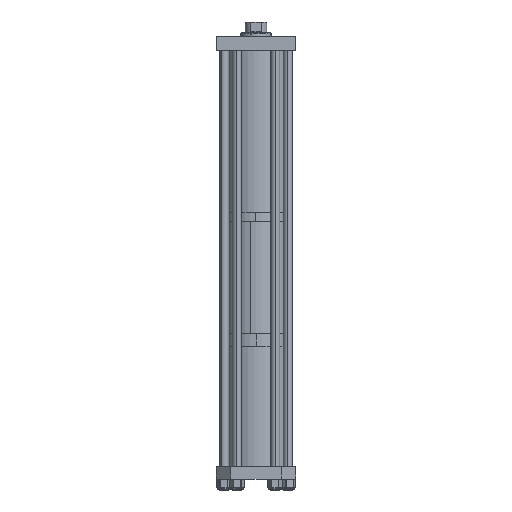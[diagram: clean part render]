
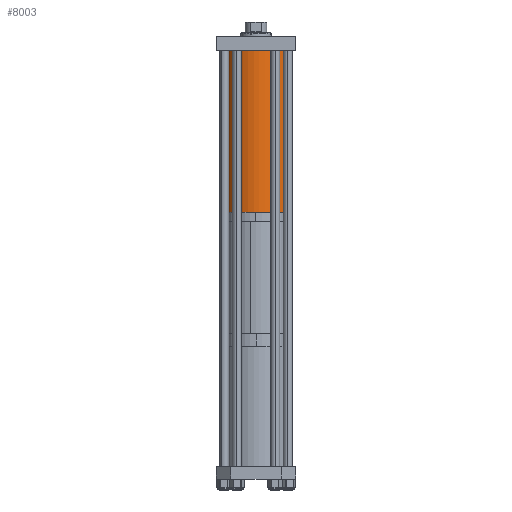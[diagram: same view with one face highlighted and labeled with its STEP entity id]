
A CAD part, left-side view. The second image highlights one B-rep face of the part: STEP entity #8003.
In plain terms, the highlighted cylindrical face has radius 114.3 mm (diameter 228.6 mm), a partial arc.
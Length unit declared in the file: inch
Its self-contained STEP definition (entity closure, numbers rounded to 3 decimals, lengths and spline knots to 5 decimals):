
#169 = EDGE_CURVE ( 'NONE', #2139, #555, #4601, .T. ) ;
#555 = VERTEX_POINT ( 'NONE', #8058 ) ;
#653 = ORIENTED_EDGE ( 'NONE', *, *, #9443, .F. ) ;
#900 = EDGE_CURVE ( 'NONE', #2139, #11227, #3569, .T. ) ;
#1644 = CARTESIAN_POINT ( 'NONE',  ( 4.5, 0., 22.382 ) ) ;
#2139 = VERTEX_POINT ( 'NONE', #1644 ) ;
#2207 = VECTOR ( 'NONE', #4912, 39.37008 ) ;
#2421 = CIRCLE ( 'NONE', #10988, 4.5 ) ;
#2634 = DIRECTION ( 'NONE',  ( 1., 0., 0. ) ) ;
#3148 = LINE ( 'NONE', #7480, #2207 ) ;
#3569 = CIRCLE ( 'NONE', #7912, 4.5 ) ;
#4159 = DIRECTION ( 'NONE',  ( 0., 0., -1. ) ) ;
#4188 = CARTESIAN_POINT ( 'NONE',  ( 0., 0., 22.382 ) ) ;
#4208 = AXIS2_PLACEMENT_3D ( 'NONE', #8370, #4159, #10930 ) ;
#4601 = LINE ( 'NONE', #6420, #6088 ) ;
#4702 = ORIENTED_EDGE ( 'NONE', *, *, #169, .T. ) ;
#4912 = DIRECTION ( 'NONE',  ( 0., 0., -1. ) ) ;
#5194 = VERTEX_POINT ( 'NONE', #11106 ) ;
#5218 = CARTESIAN_POINT ( 'NONE',  ( 0., 0., 0. ) ) ;
#5337 = DIRECTION ( 'NONE',  ( 0., 0., -1. ) ) ;
#5889 = EDGE_LOOP ( 'NONE', ( #6017, #4702, #8211, #653 ) ) ;
#6017 = ORIENTED_EDGE ( 'NONE', *, *, #900, .F. ) ;
#6088 = VECTOR ( 'NONE', #5337, 39.37008 ) ;
#6127 = DIRECTION ( 'NONE',  ( 1., 0., 0. ) ) ;
#6420 = CARTESIAN_POINT ( 'NONE',  ( 4.5, 0., 22.382 ) ) ;
#6656 = CYLINDRICAL_SURFACE ( 'NONE', #4208, 4.5 ) ;
#7480 = CARTESIAN_POINT ( 'NONE',  ( -4.5, 0., 22.382 ) ) ;
#7659 = DIRECTION ( 'NONE',  ( 0., 0., 1. ) ) ;
#7912 = AXIS2_PLACEMENT_3D ( 'NONE', #4188, #7659, #2634 ) ;
#8003 = ADVANCED_FACE ( 'NONE', ( #8421 ), #6656, .T. ) ;
#8058 = CARTESIAN_POINT ( 'NONE',  ( 4.5, 0., 0. ) ) ;
#8211 = ORIENTED_EDGE ( 'NONE', *, *, #10403, .T. ) ;
#8370 = CARTESIAN_POINT ( 'NONE',  ( 0., 0., 22.382 ) ) ;
#8421 = FACE_OUTER_BOUND ( 'NONE', #5889, .T. ) ;
#9443 = EDGE_CURVE ( 'NONE', #11227, #5194, #3148, .T. ) ;
#10403 = EDGE_CURVE ( 'NONE', #555, #5194, #2421, .T. ) ;
#10429 = CARTESIAN_POINT ( 'NONE',  ( -4.5, 0., 22.382 ) ) ;
#10621 = DIRECTION ( 'NONE',  ( 0., 0., 1. ) ) ;
#10930 = DIRECTION ( 'NONE',  ( -1., 0., 0. ) ) ;
#10988 = AXIS2_PLACEMENT_3D ( 'NONE', #5218, #10621, #6127 ) ;
#11106 = CARTESIAN_POINT ( 'NONE',  ( -4.5, 0., 0. ) ) ;
#11227 = VERTEX_POINT ( 'NONE', #10429 ) ;
